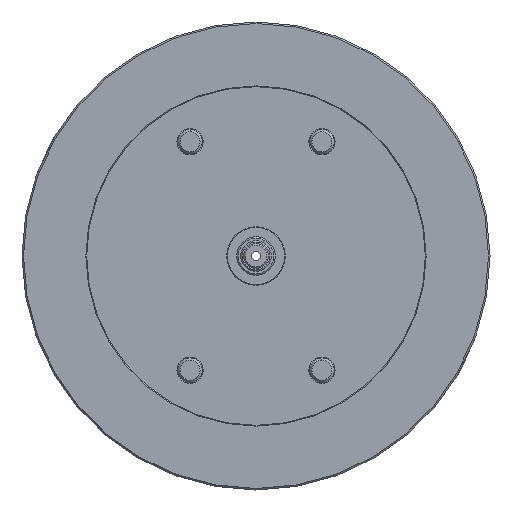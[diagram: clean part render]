
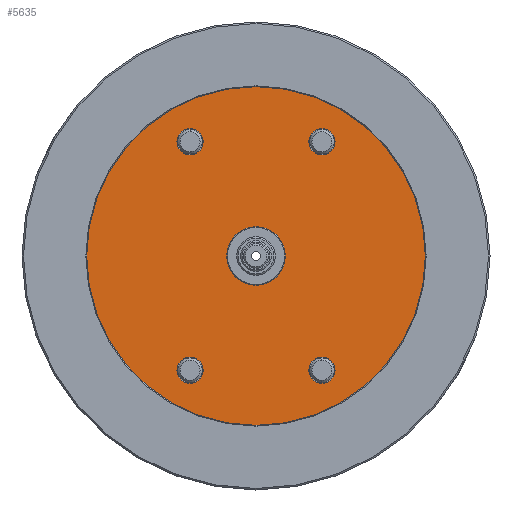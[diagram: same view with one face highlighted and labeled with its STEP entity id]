
A CAD part, left-side view. The second image highlights one B-rep face of the part: STEP entity #5635.
In plain terms, the highlighted planar face has unit normal (-1, 0, 0).
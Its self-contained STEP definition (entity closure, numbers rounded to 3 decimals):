
#34 = CIRCLE ( 'NONE', #7529, 8.5 ) ;
#93 = CARTESIAN_POINT ( 'NONE',  ( 6.5, 0., 110. ) ) ;
#274 = EDGE_CURVE ( 'NONE', #7157, #520, #2841, .T. ) ;
#303 = DIRECTION ( 'NONE',  ( -1., 0., 0. ) ) ;
#359 = AXIS2_PLACEMENT_3D ( 'NONE', #4105, #466, #4731 ) ;
#430 = CIRCLE ( 'NONE', #6701, 8.5 ) ;
#466 = DIRECTION ( 'NONE',  ( -1., 0., 0. ) ) ;
#500 = DIRECTION ( 'NONE',  ( 0., 0., 1. ) ) ;
#514 = CIRCLE ( 'NONE', #5723, 8.5 ) ;
#520 = VERTEX_POINT ( 'NONE', #2396 ) ;
#616 = DIRECTION ( 'NONE',  ( -1., 0., 0. ) ) ;
#696 = VERTEX_POINT ( 'NONE', #93 ) ;
#810 = VERTEX_POINT ( 'NONE', #3240 ) ;
#906 = CIRCLE ( 'NONE', #3764, 8.5 ) ;
#963 = DIRECTION ( 'NONE',  ( -1., 0., 0. ) ) ;
#1084 = ORIENTED_EDGE ( 'NONE', *, *, #3787, .T. ) ;
#1096 = ORIENTED_EDGE ( 'NONE', *, *, #1460, .F. ) ;
#1255 = EDGE_CURVE ( 'NONE', #5263, #7616, #5018, .T. ) ;
#1371 = FACE_OUTER_BOUND ( 'NONE', #3578, .T. ) ;
#1390 = EDGE_CURVE ( 'NONE', #696, #6704, #2431, .T. ) ;
#1460 = EDGE_CURVE ( 'NONE', #520, #7157, #6907, .T. ) ;
#1568 = VERTEX_POINT ( 'NONE', #5097 ) ;
#1718 = EDGE_LOOP ( 'NONE', ( #5059, #7456 ) ) ;
#1993 = DIRECTION ( 'NONE',  ( 0., 0., 1. ) ) ;
#2036 = ORIENTED_EDGE ( 'NONE', *, *, #6048, .F. ) ;
#2285 = EDGE_CURVE ( 'NONE', #4222, #2588, #430, .T. ) ;
#2289 = VERTEX_POINT ( 'NONE', #6146 ) ;
#2304 = EDGE_CURVE ( 'NONE', #2588, #4222, #34, .T. ) ;
#2368 = DIRECTION ( 'NONE',  ( -1., 0., 0. ) ) ;
#2396 = CARTESIAN_POINT ( 'NONE',  ( 6.5, 42.85, 65.718 ) ) ;
#2431 = CIRCLE ( 'NONE', #7730, 110. ) ;
#2555 = CARTESIAN_POINT ( 'NONE',  ( 6.5, 42.85, 82.718 ) ) ;
#2588 = VERTEX_POINT ( 'NONE', #3094 ) ;
#2668 = DIRECTION ( 'NONE',  ( 0., 0., 1. ) ) ;
#2701 = AXIS2_PLACEMENT_3D ( 'NONE', #3019, #3632, #7904 ) ;
#2791 = ORIENTED_EDGE ( 'NONE', *, *, #274, .F. ) ;
#2841 = CIRCLE ( 'NONE', #7520, 8.5 ) ;
#2955 = EDGE_LOOP ( 'NONE', ( #3104, #3921 ) ) ;
#2983 = FACE_BOUND ( 'NONE', #6795, .T. ) ;
#3006 = DIRECTION ( 'NONE',  ( -1., 0., 0. ) ) ;
#3019 = CARTESIAN_POINT ( 'NONE',  ( 6.5, -19., 0. ) ) ;
#3068 = CARTESIAN_POINT ( 'NONE',  ( 6.5, 42.85, 74.218 ) ) ;
#3094 = CARTESIAN_POINT ( 'NONE',  ( 6.5, -42.85, -82.718 ) ) ;
#3104 = ORIENTED_EDGE ( 'NONE', *, *, #1255, .F. ) ;
#3240 = CARTESIAN_POINT ( 'NONE',  ( 6.5, -42.85, 82.718 ) ) ;
#3334 = DIRECTION ( 'NONE',  ( -1., 0., 0. ) ) ;
#3411 = CARTESIAN_POINT ( 'NONE',  ( 6.5, 42.85, -82.718 ) ) ;
#3473 = CARTESIAN_POINT ( 'NONE',  ( 6.5, 0., 0. ) ) ;
#3487 = AXIS2_PLACEMENT_3D ( 'NONE', #3068, #7327, #4298 ) ;
#3535 = DIRECTION ( 'NONE',  ( 0., 0., 1. ) ) ;
#3549 = AXIS2_PLACEMENT_3D ( 'NONE', #6659, #3006, #7255 ) ;
#3578 = EDGE_LOOP ( 'NONE', ( #6993, #1084 ) ) ;
#3613 = DIRECTION ( 'NONE',  ( -1., 0., 0. ) ) ;
#3630 = AXIS2_PLACEMENT_3D ( 'NONE', #5049, #5647, #1993 ) ;
#3632 = DIRECTION ( 'NONE',  ( -1., 0., 0. ) ) ;
#3764 = AXIS2_PLACEMENT_3D ( 'NONE', #3953, #303, #4571 ) ;
#3787 = EDGE_CURVE ( 'NONE', #6704, #696, #6181, .T. ) ;
#3908 = CARTESIAN_POINT ( 'NONE',  ( 6.5, 0., 19. ) ) ;
#3921 = ORIENTED_EDGE ( 'NONE', *, *, #4916, .F. ) ;
#3941 = DIRECTION ( 'NONE',  ( 0., 0., 1. ) ) ;
#3953 = CARTESIAN_POINT ( 'NONE',  ( 6.5, 42.85, -74.218 ) ) ;
#4084 = DIRECTION ( 'NONE',  ( 0., 0., 1. ) ) ;
#4105 = CARTESIAN_POINT ( 'NONE',  ( 6.5, 42.85, -74.218 ) ) ;
#4142 = CIRCLE ( 'NONE', #3549, 19. ) ;
#4145 = DIRECTION ( 'NONE',  ( -1., 0., 0. ) ) ;
#4164 = AXIS2_PLACEMENT_3D ( 'NONE', #3473, #7739, #4084 ) ;
#4174 = AXIS2_PLACEMENT_3D ( 'NONE', #4589, #963, #5225 ) ;
#4222 = VERTEX_POINT ( 'NONE', #4862 ) ;
#4298 = DIRECTION ( 'NONE',  ( 0., 0., 1. ) ) ;
#4571 = DIRECTION ( 'NONE',  ( 0., 0., 1. ) ) ;
#4582 = CARTESIAN_POINT ( 'NONE',  ( 6.5, 0., -110. ) ) ;
#4589 = CARTESIAN_POINT ( 'NONE',  ( 6.5, -42.85, 74.218 ) ) ;
#4616 = FACE_BOUND ( 'NONE', #6328, .T. ) ;
#4731 = DIRECTION ( 'NONE',  ( 0., 0., 1. ) ) ;
#4802 = FACE_BOUND ( 'NONE', #6598, .T. ) ;
#4862 = CARTESIAN_POINT ( 'NONE',  ( 6.5, -42.85, -65.718 ) ) ;
#4916 = EDGE_CURVE ( 'NONE', #7616, #5263, #4142, .T. ) ;
#5018 = CIRCLE ( 'NONE', #3630, 19. ) ;
#5049 = CARTESIAN_POINT ( 'NONE',  ( 6.5, 0., 0. ) ) ;
#5059 = ORIENTED_EDGE ( 'NONE', *, *, #2304, .F. ) ;
#5097 = CARTESIAN_POINT ( 'NONE',  ( 6.5, 42.85, -65.718 ) ) ;
#5225 = DIRECTION ( 'NONE',  ( 0., 0., 1. ) ) ;
#5263 = VERTEX_POINT ( 'NONE', #3908 ) ;
#5450 = CARTESIAN_POINT ( 'NONE',  ( 6.5, 0., -19. ) ) ;
#5508 = EDGE_CURVE ( 'NONE', #810, #2289, #514, .T. ) ;
#5635 = ADVANCED_FACE ( 'NONE', ( #7851, #4802, #4616, #2983, #1371, #7667 ), #6670, .T. ) ;
#5647 = DIRECTION ( 'NONE',  ( -1., 0., 0. ) ) ;
#5723 = AXIS2_PLACEMENT_3D ( 'NONE', #7802, #4145, #500 ) ;
#5735 = ORIENTED_EDGE ( 'NONE', *, *, #5508, .F. ) ;
#5770 = CIRCLE ( 'NONE', #4174, 8.5 ) ;
#5861 = CIRCLE ( 'NONE', #359, 8.5 ) ;
#6016 = EDGE_CURVE ( 'NONE', #7364, #1568, #906, .T. ) ;
#6023 = CARTESIAN_POINT ( 'NONE',  ( 6.5, 0., 0. ) ) ;
#6048 = EDGE_CURVE ( 'NONE', #2289, #810, #5770, .T. ) ;
#6146 = CARTESIAN_POINT ( 'NONE',  ( 6.5, -42.85, 65.718 ) ) ;
#6181 = CIRCLE ( 'NONE', #4164, 110. ) ;
#6201 = EDGE_CURVE ( 'NONE', #1568, #7364, #5861, .T. ) ;
#6328 = EDGE_LOOP ( 'NONE', ( #1096, #2791 ) ) ;
#6598 = EDGE_LOOP ( 'NONE', ( #2036, #5735 ) ) ;
#6624 = DIRECTION ( 'NONE',  ( 0., 0., 1. ) ) ;
#6659 = CARTESIAN_POINT ( 'NONE',  ( 6.5, 0., 0. ) ) ;
#6670 = PLANE ( 'NONE',  #2701 ) ;
#6701 = AXIS2_PLACEMENT_3D ( 'NONE', #7253, #3613, #3535 ) ;
#6704 = VERTEX_POINT ( 'NONE', #4582 ) ;
#6795 = EDGE_LOOP ( 'NONE', ( #7240, #7857 ) ) ;
#6872 = CARTESIAN_POINT ( 'NONE',  ( 6.5, -42.85, -74.218 ) ) ;
#6907 = CIRCLE ( 'NONE', #3487, 8.5 ) ;
#6993 = ORIENTED_EDGE ( 'NONE', *, *, #1390, .T. ) ;
#7157 = VERTEX_POINT ( 'NONE', #2555 ) ;
#7240 = ORIENTED_EDGE ( 'NONE', *, *, #6016, .F. ) ;
#7253 = CARTESIAN_POINT ( 'NONE',  ( 6.5, -42.85, -74.218 ) ) ;
#7255 = DIRECTION ( 'NONE',  ( 0., 0., 1. ) ) ;
#7327 = DIRECTION ( 'NONE',  ( -1., 0., 0. ) ) ;
#7364 = VERTEX_POINT ( 'NONE', #3411 ) ;
#7456 = ORIENTED_EDGE ( 'NONE', *, *, #2285, .F. ) ;
#7520 = AXIS2_PLACEMENT_3D ( 'NONE', #7610, #3334, #3941 ) ;
#7529 = AXIS2_PLACEMENT_3D ( 'NONE', #6872, #616, #2668 ) ;
#7610 = CARTESIAN_POINT ( 'NONE',  ( 6.5, 42.85, 74.218 ) ) ;
#7616 = VERTEX_POINT ( 'NONE', #5450 ) ;
#7667 = FACE_BOUND ( 'NONE', #2955, .T. ) ;
#7730 = AXIS2_PLACEMENT_3D ( 'NONE', #6023, #2368, #6624 ) ;
#7739 = DIRECTION ( 'NONE',  ( -1., 0., 0. ) ) ;
#7802 = CARTESIAN_POINT ( 'NONE',  ( 6.5, -42.85, 74.218 ) ) ;
#7851 = FACE_BOUND ( 'NONE', #1718, .T. ) ;
#7857 = ORIENTED_EDGE ( 'NONE', *, *, #6201, .F. ) ;
#7904 = DIRECTION ( 'NONE',  ( 0., 0., 1. ) ) ;
